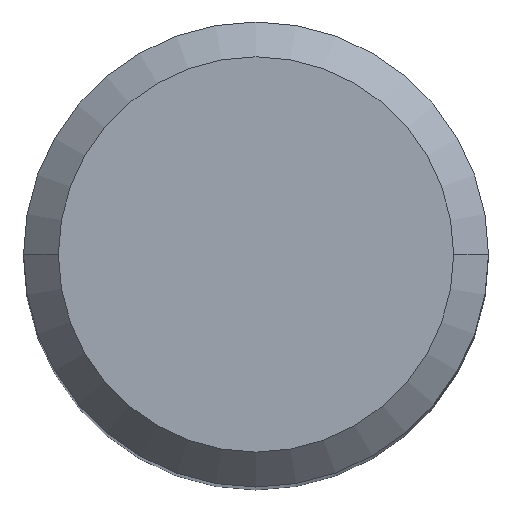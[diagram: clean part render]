
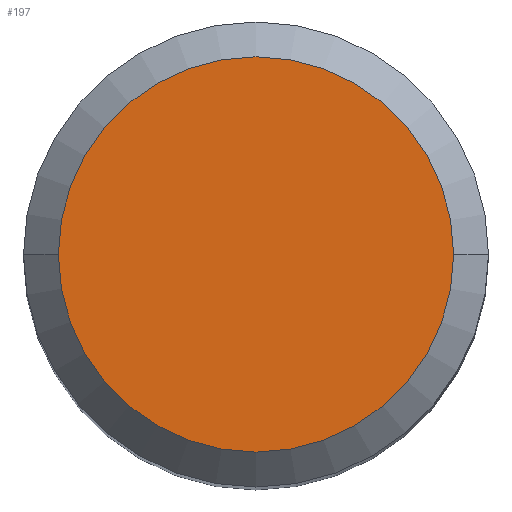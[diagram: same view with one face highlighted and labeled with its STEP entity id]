
A CAD part, top view. The second image highlights one B-rep face of the part: STEP entity #197.
In plain terms, the highlighted planar face has unit normal (0, 0, 1).
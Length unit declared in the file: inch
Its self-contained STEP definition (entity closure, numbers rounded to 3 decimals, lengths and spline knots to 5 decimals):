
#6 = EDGE_CURVE ( 'NONE', #470, #48, #251, .T. ) ;
#13 = CARTESIAN_POINT ( 'NONE',  ( 0., 0., 0. ) ) ;
#37 = CARTESIAN_POINT ( 'NONE',  ( 0., 0., 0. ) ) ;
#48 = VERTEX_POINT ( 'NONE', #258 ) ;
#50 = EDGE_CURVE ( 'NONE', #48, #470, #187, .T. ) ;
#57 = DIRECTION ( 'NONE',  ( 1., 0., 0. ) ) ;
#65 = CARTESIAN_POINT ( 'NONE',  ( 0.20077, 0., 0. ) ) ;
#68 = DIRECTION ( 'NONE',  ( 1., 0., 0. ) ) ;
#89 = DIRECTION ( 'NONE',  ( 0., 0., -1. ) ) ;
#117 = AXIS2_PLACEMENT_3D ( 'NONE', #13, #89, #128 ) ;
#128 = DIRECTION ( 'NONE',  ( -1., 0., 0. ) ) ;
#187 = CIRCLE ( 'NONE', #299, 0.20077 ) ;
#197 = ADVANCED_FACE ( 'NONE', ( #326 ), #357, .F. ) ;
#223 = DIRECTION ( 'NONE',  ( 0., 0., 1. ) ) ;
#246 = CARTESIAN_POINT ( 'NONE',  ( 0., 0., 0. ) ) ;
#251 = CIRCLE ( 'NONE', #451, 0.20077 ) ;
#254 = ORIENTED_EDGE ( 'NONE', *, *, #50, .T. ) ;
#258 = CARTESIAN_POINT ( 'NONE',  ( -0.20077, 0., 0. ) ) ;
#274 = ORIENTED_EDGE ( 'NONE', *, *, #6, .T. ) ;
#299 = AXIS2_PLACEMENT_3D ( 'NONE', #37, #223, #68 ) ;
#326 = FACE_OUTER_BOUND ( 'NONE', #363, .T. ) ;
#357 = PLANE ( 'NONE',  #117 ) ;
#363 = EDGE_LOOP ( 'NONE', ( #254, #274 ) ) ;
#397 = DIRECTION ( 'NONE',  ( 0., 0., 1. ) ) ;
#451 = AXIS2_PLACEMENT_3D ( 'NONE', #246, #397, #57 ) ;
#470 = VERTEX_POINT ( 'NONE', #65 ) ;
